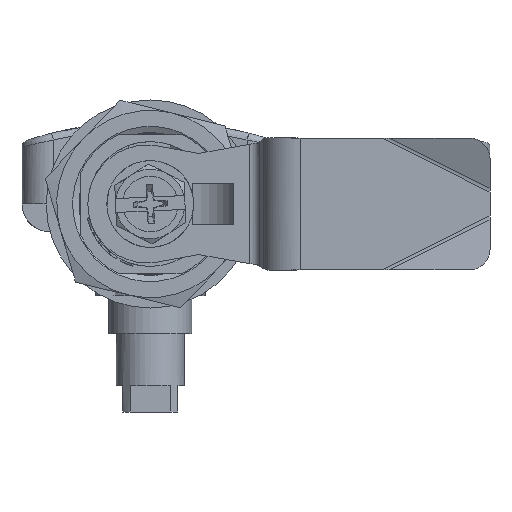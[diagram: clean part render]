
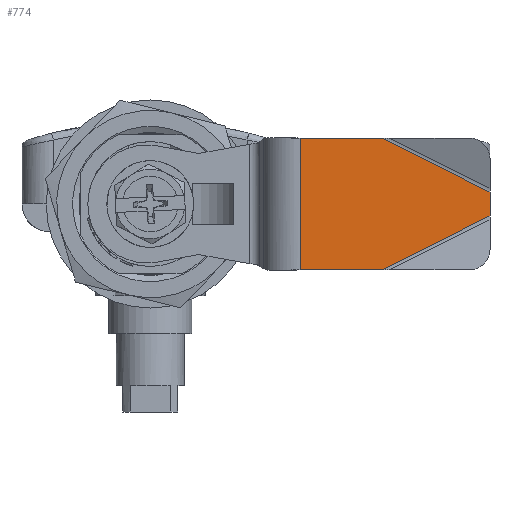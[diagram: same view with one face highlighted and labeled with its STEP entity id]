
A CAD part, front view. The second image highlights one B-rep face of the part: STEP entity #774.
In plain terms, the highlighted face is planar.
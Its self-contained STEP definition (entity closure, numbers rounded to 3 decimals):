
#774 = ADVANCED_FACE( '', ( #1664 ), #1665, .F. );
#1664 = FACE_OUTER_BOUND( '', #4540, .T. );
#1665 = PLANE( '', #4541 );
#4540 = EDGE_LOOP( '', ( #7886, #7887, #7888, #7889, #7890, #7891 ) );
#4541 = AXIS2_PLACEMENT_3D( '', #7892, #7893, #7894 );
#7886 = ORIENTED_EDGE( '', *, *, #9148, .F. );
#7887 = ORIENTED_EDGE( '', *, *, #9126, .F. );
#7888 = ORIENTED_EDGE( '', *, *, #9146, .F. );
#7889 = ORIENTED_EDGE( '', *, *, #9140, .F. );
#7890 = ORIENTED_EDGE( '', *, *, #9144, .F. );
#7891 = ORIENTED_EDGE( '', *, *, #9114, .F. );
#7892 = CARTESIAN_POINT( '', ( -5.874, 0., 7.003 ) );
#7893 = DIRECTION( '', ( 0., 0., -1. ) );
#7894 = DIRECTION( '', ( -1., 0., 0. ) );
#9114 = EDGE_CURVE( '', #10798, #10817, #10818, .T. );
#9126 = EDGE_CURVE( '', #10838, #10828, #10840, .T. );
#9140 = EDGE_CURVE( '', #10861, #10863, #10864, .T. );
#9144 = EDGE_CURVE( '', #10817, #10861, #10868, .T. );
#9146 = EDGE_CURVE( '', #10863, #10838, #10870, .T. );
#9148 = EDGE_CURVE( '', #10828, #10798, #10872, .F. );
#10798 = VERTEX_POINT( '', #17223 );
#10817 = VERTEX_POINT( '', #17299 );
#10818 = LINE( '', #17300, #17301 );
#10828 = VERTEX_POINT( '', #17314 );
#10838 = VERTEX_POINT( '', #17328 );
#10840 = LINE( '', #17330, #17331 );
#10861 = VERTEX_POINT( '', #17359 );
#10863 = VERTEX_POINT( '', #17361 );
#10864 = LINE( '', #17362, #17363 );
#10868 = LINE( '', #17369, #17370 );
#10870 = LINE( '', #17373, #17374 );
#10872 = LINE( '', #17376, #17377 );
#17223 = CARTESIAN_POINT( '', ( 21.597, 9.5, 7.003 ) );
#17299 = CARTESIAN_POINT( '', ( 33.423, 9.5, 7.003 ) );
#17300 = CARTESIAN_POINT( '', ( -5.874, 9.5, 7.003 ) );
#17301 = VECTOR( '', #18790, 1000. );
#17314 = CARTESIAN_POINT( '', ( 21.597, -9.5, 7.003 ) );
#17328 = CARTESIAN_POINT( '', ( 33.423, -9.5, 7.003 ) );
#17330 = CARTESIAN_POINT( '', ( -5.874, -9.5, 7.003 ) );
#17331 = VECTOR( '', #18809, 1000. );
#17359 = CARTESIAN_POINT( '', ( 48.996, 1.713, 7.003 ) );
#17361 = CARTESIAN_POINT( '', ( 48.996, -1.713, 7.003 ) );
#17362 = CARTESIAN_POINT( '', ( 48.996, 0., 7.003 ) );
#17363 = VECTOR( '', #18835, 1000. );
#17369 = CARTESIAN_POINT( '', ( 5.786, 23.319, 7.003 ) );
#17370 = VECTOR( '', #18841, 1000. );
#17373 = CARTESIAN_POINT( '', ( 5.786, -23.319, 7.003 ) );
#17374 = VECTOR( '', #18843, 1000. );
#17376 = CARTESIAN_POINT( '', ( 21.597, 9.5, 7.003 ) );
#17377 = VECTOR( '', #18847, 1000. );
#18790 = DIRECTION( '', ( 1., 0., 0. ) );
#18809 = DIRECTION( '', ( -1., 0., 0. ) );
#18835 = DIRECTION( '', ( 0., -1., 0. ) );
#18841 = DIRECTION( '', ( 0.894, -0.447, 0. ) );
#18843 = DIRECTION( '', ( -0.894, -0.447, 0. ) );
#18847 = DIRECTION( '', ( 0., -1., 0. ) );
